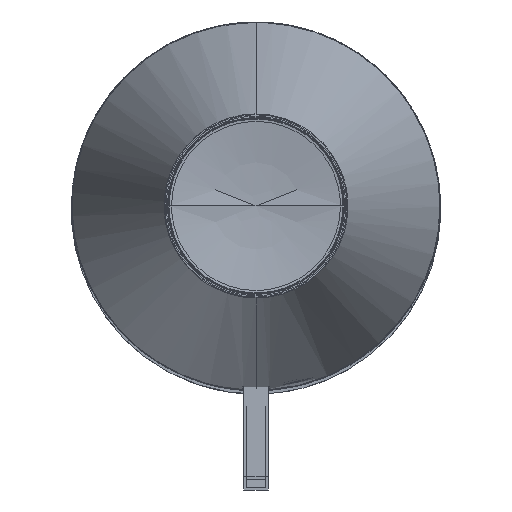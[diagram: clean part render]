
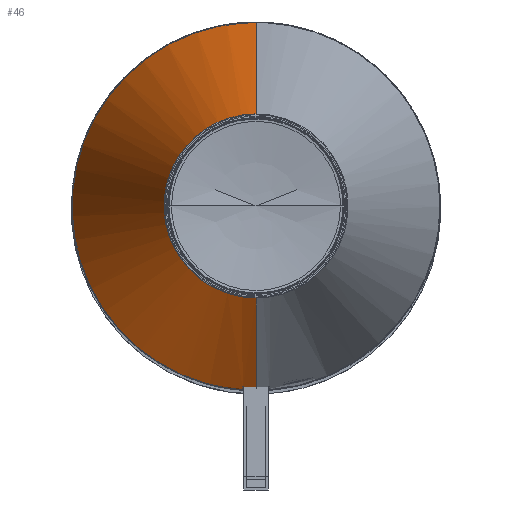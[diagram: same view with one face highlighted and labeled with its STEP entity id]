
A CAD part, top view. The second image highlights one B-rep face of the part: STEP entity #46.
In plain terms, the highlighted free-form (B-spline) face has degree [1, 2] with [2, 5] control points.
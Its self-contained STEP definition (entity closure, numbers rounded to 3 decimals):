
#46=ADVANCED_FACE($,(#100),#682,.T.);
#100=FACE_OUTER_BOUND($,#156,.T.);
#156=EDGE_LOOP($,(#271,#272,#273,#274,#275,#276));
#271=ORIENTED_EDGE($,*,*,#486,.T.);
#272=ORIENTED_EDGE($,*,*,#453,.F.);
#273=ORIENTED_EDGE($,*,*,#452,.F.);
#274=ORIENTED_EDGE($,*,*,#456,.F.);
#275=ORIENTED_EDGE($,*,*,#459,.F.);
#276=ORIENTED_EDGE($,*,*,#457,.F.);
#452=EDGE_CURVE($,#576,#577,#708,.T.);
#453=EDGE_CURVE($,#577,#598,#709,.T.);
#456=EDGE_CURVE($,#580,#576,#776,.T.);
#457=EDGE_CURVE($,#581,#582,#777,.T.);
#459=EDGE_CURVE($,#582,#580,#711,.T.);
#486=EDGE_CURVE($,#581,#598,#725,.T.);
#576=VERTEX_POINT($,#1348);
#577=VERTEX_POINT($,#1349);
#580=VERTEX_POINT($,#1352);
#581=VERTEX_POINT($,#1353);
#582=VERTEX_POINT($,#1354);
#598=VERTEX_POINT($,#1370);
#682=(
BOUNDED_SURFACE()
B_SPLINE_SURFACE(1,2,((#1299,#1300,#1301,#1302,#1303),(#1304,#1305,#1306,
#1307,#1308)),.UNSPECIFIED.,.F.,.F.,.F.)
B_SPLINE_SURFACE_WITH_KNOTS((2,2),(3,2,3),(219.928,440.771),
(517.381,776.072,1034.763),.UNSPECIFIED.)
GEOMETRIC_REPRESENTATION_ITEM()
RATIONAL_B_SPLINE_SURFACE(((1.,0.707,1.,0.707,1.),
(1.,0.707,1.,0.707,1.)))
REPRESENTATION_ITEM($)
SURFACE()
);
#708=B_SPLINE_CURVE_WITH_KNOTS($,3,(#1037,#1038,#1039,#1040),.UNSPECIFIED.,
.F.,.F.,(4,4),(0.,1.),.UNSPECIFIED.);
#709=B_SPLINE_CURVE_WITH_KNOTS($,3,(#1041,#1042,#1043,#1044),.UNSPECIFIED.,
.F.,.F.,(4,4),(0.,0.5),.UNSPECIFIED.);
#711=B_SPLINE_CURVE_WITH_KNOTS($,1,(#1069,#1070),.UNSPECIFIED.,.F.,.F.,(2,
2),(219.928,440.771),.UNSPECIFIED.);
#725=B_SPLINE_CURVE_WITH_KNOTS($,1,(#1192,#1193),.UNSPECIFIED.,.F.,.F.,(2,
2),(219.928,437.609),.UNSPECIFIED.);
#776=(
BOUNDED_CURVE()
B_SPLINE_CURVE(2,(#1054,#1055,#1056,#1057,#1058),.UNSPECIFIED.,.F.,.F.)
B_SPLINE_CURVE_WITH_KNOTS((3,2,3),(459.587,689.381,919.175),
.UNSPECIFIED.)
CURVE()
GEOMETRIC_REPRESENTATION_ITEM()
RATIONAL_B_SPLINE_CURVE((1.,0.72,1.,0.72,1.))
REPRESENTATION_ITEM($)
);
#777=(
BOUNDED_CURVE()
B_SPLINE_CURVE(2,(#1059,#1060,#1061,#1062,#1063),.UNSPECIFIED.,.F.,.F.)
B_SPLINE_CURVE_WITH_KNOTS((3,2,3),(0.,117.343,234.686),
.UNSPECIFIED.)
CURVE()
GEOMETRIC_REPRESENTATION_ITEM()
RATIONAL_B_SPLINE_CURVE((1.,0.707,1.,0.707,1.))
REPRESENTATION_ITEM($)
);
#1037=CARTESIAN_POINT($,(-10.75,-149.33,432.756));
#1038=CARTESIAN_POINT($,(-10.75,-148.951,433.801));
#1039=CARTESIAN_POINT($,(-10.75,-148.573,434.847));
#1040=CARTESIAN_POINT($,(-10.75,-148.194,435.892));
#1041=CARTESIAN_POINT($,(-10.75,-148.194,435.892));
#1042=CARTESIAN_POINT($,(-7.174,-148.493,435.784));
#1043=CARTESIAN_POINT($,(-3.587,-148.642,435.729));
#1044=CARTESIAN_POINT($,(0.,-148.642,435.729));
#1054=CARTESIAN_POINT($,(0.,149.716,432.756));
#1055=CARTESIAN_POINT($,(-144.431,149.716,432.756));
#1056=CARTESIAN_POINT($,(-149.619,5.378,432.756));
#1057=CARTESIAN_POINT($,(-154.808,-138.959,432.756));
#1058=CARTESIAN_POINT($,(-10.75,-149.33,432.756));
#1059=CARTESIAN_POINT($,(0.,-74.703,640.468));
#1060=CARTESIAN_POINT($,(-74.703,-74.703,640.468));
#1061=CARTESIAN_POINT($,(-74.703,0.,640.468));
#1062=CARTESIAN_POINT($,(-74.703,74.703,640.468));
#1063=CARTESIAN_POINT($,(0.,74.703,640.468));
#1069=CARTESIAN_POINT($,(0.,74.703,640.468));
#1070=CARTESIAN_POINT($,(0.,149.716,432.756));
#1192=CARTESIAN_POINT($,(0.,-74.703,640.468));
#1193=CARTESIAN_POINT($,(0.,-148.642,435.729));
#1299=CARTESIAN_POINT($,(0.,-74.703,640.468));
#1300=CARTESIAN_POINT($,(-74.703,-74.703,640.468));
#1301=CARTESIAN_POINT($,(-74.703,0.,640.468));
#1302=CARTESIAN_POINT($,(-74.703,74.703,640.468));
#1303=CARTESIAN_POINT($,(0.,74.703,640.468));
#1304=CARTESIAN_POINT($,(0.,-149.716,432.756));
#1305=CARTESIAN_POINT($,(-149.716,-149.716,432.756));
#1306=CARTESIAN_POINT($,(-149.716,0.,432.756));
#1307=CARTESIAN_POINT($,(-149.716,149.716,432.756));
#1308=CARTESIAN_POINT($,(0.,149.716,432.756));
#1348=CARTESIAN_POINT($,(-10.75,-149.33,432.756));
#1349=CARTESIAN_POINT($,(-10.75,-148.194,435.892));
#1352=CARTESIAN_POINT($,(0.,149.716,432.756));
#1353=CARTESIAN_POINT($,(0.,-74.703,640.468));
#1354=CARTESIAN_POINT($,(0.,74.703,640.468));
#1370=CARTESIAN_POINT($,(0.,-148.642,435.729));
